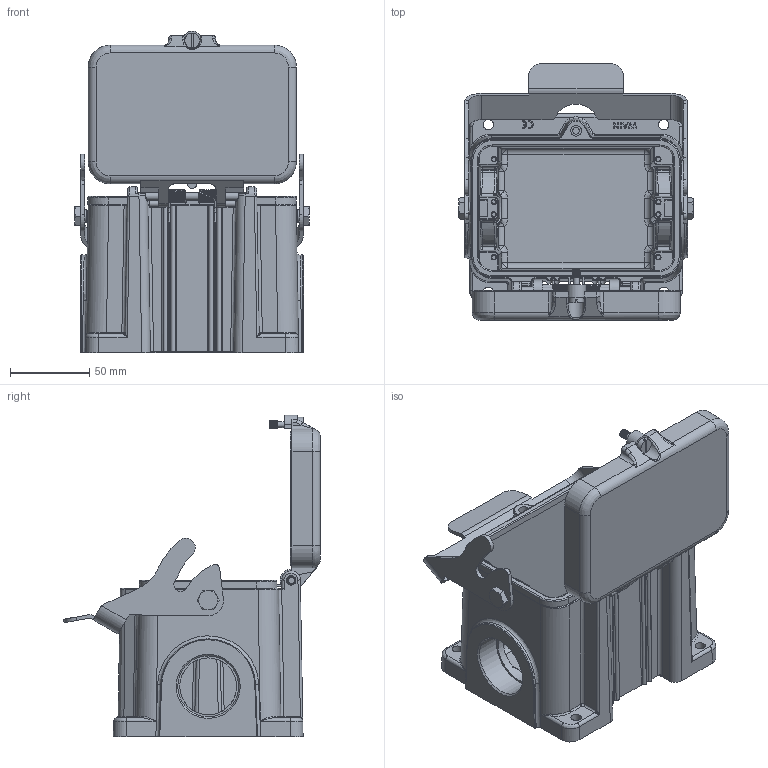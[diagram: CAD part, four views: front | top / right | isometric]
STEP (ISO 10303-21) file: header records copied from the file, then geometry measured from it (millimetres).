
FILE_DESCRIPTION(/* description */ (''),/* implementation_level */ '2;1');
FILE_NAME(/* name */ '3D_1240482651005_HV48B-SF-1L_S-CV-M40_V1.1.stp',/* time_stamp */ '2024-02-04T19:48:31+08:00',/* author */ (''),/* organization */ (''),/* preprocessor_version */ 'ST-DEVELOPER v18.1',/* originating_system */ 'SIEMENS PLM Software NX 1980',/* authorisation */ '');
FILE_SCHEMA (('AP203_CONFIGURATION_CONTROLLED_3D_DESIGN_OF_MECHANICAL_PARTS_AND_ASSEMBLIES_MIM_LF { 1 0 10303 403 2 1 2}'));
Length unit declared in the file: millimetre
Products named in the file (1): _model7
Bounding box: 148.3 x 162.5 x 203.6 mm (x, y, z)
Volume: 516006.9 mm3; surface area: 187979.1 mm2
Topology: 5 solids, 5 shells, 977 faces, 2489 edges, 1544 vertices
Faces by surface type: cylinder 386, plane 351, bspline 169, torus 29, cone 24, sphere 16, revolution 2
Full cylindrical faces by diameter (mm): 1.3 x6, 2.7 x8, 3.5 x8, 3.8 x1, 4.2 x1, 4.7 x1, 4.8 x2, 4.9 x2, 5 x1, 6 x1, 6.5 x4, 6.8 x1, 7.84 x2, 8.1 x2, 9.302 x1, 36 x1, 38.5 x2
Entity records: 40637 total; most frequent: CARTESIAN_POINT 17765, ORIENTED_EDGE 4766, DIRECTION 4671, EDGE_CURVE 2383, AXIS2_PLACEMENT_3D 1776, VERTEX_POINT 1504, LINE 1117, VECTOR 1117
